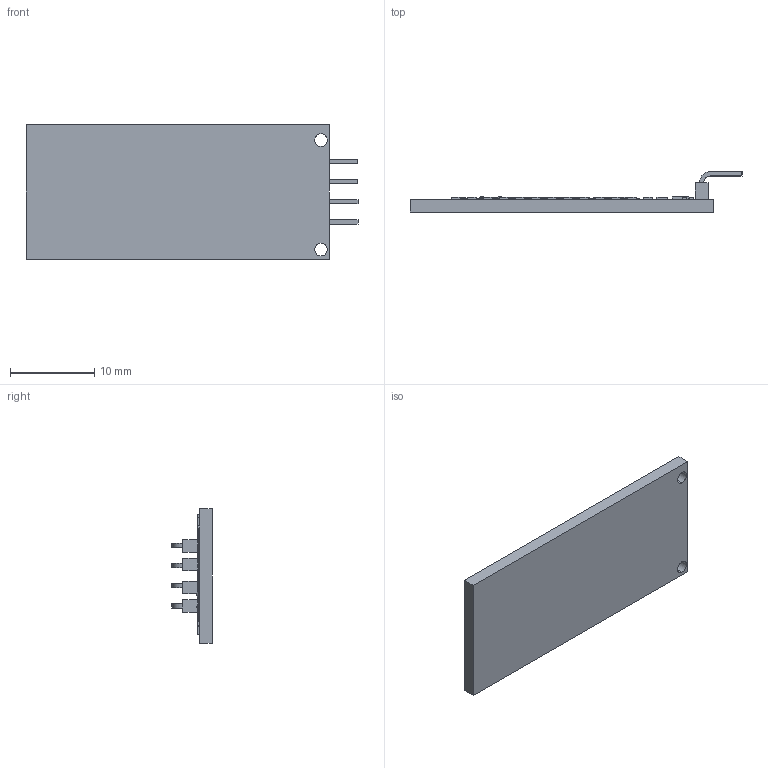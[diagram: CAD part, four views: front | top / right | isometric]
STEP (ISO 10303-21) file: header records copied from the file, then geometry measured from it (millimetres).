
FILE_DESCRIPTION (( 'STEP AP214' ), '1' );
FILE_NAME ('User Library-blue.STEP', '2017-01-01T13:56:07', ( 'Windows User' ), ( '' ), 'SwSTEP 2.0', 'SolidWorks 2017', '' );
FILE_SCHEMA (( 'AUTOMOTIVE_DESIGN' ));
Length unit declared in the file: millimetre
Products named in the file (1): User Library-blue
Bounding box: 39.42 x 4.79 x 16 mm (x, y, z)
Volume: 946.1 mm3; surface area: 1480.6 mm2
Topology: 1 solids, 1 shells, 380 faces, 942 edges, 628 vertices
Faces by surface type: plane 362, cylinder 8, bspline 8, sphere 2
Entity records: 15412 total; most frequent: CARTESIAN_POINT 2301, ORIENTED_EDGE 1872, DIRECTION 1682, EDGE_CURVE 936, LINE 904, VECTOR 904, VERTEX_POINT 624, EDGE_LOOP 450
